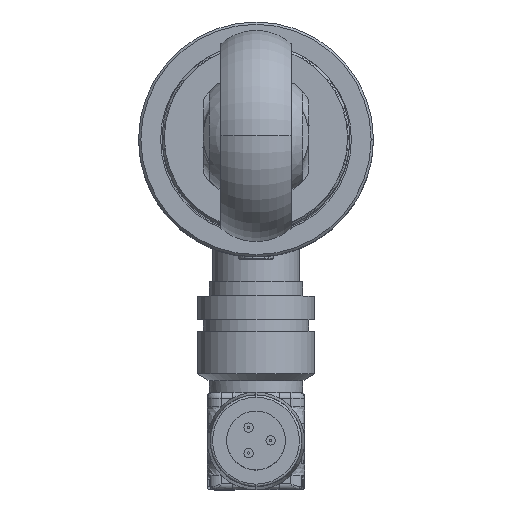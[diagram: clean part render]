
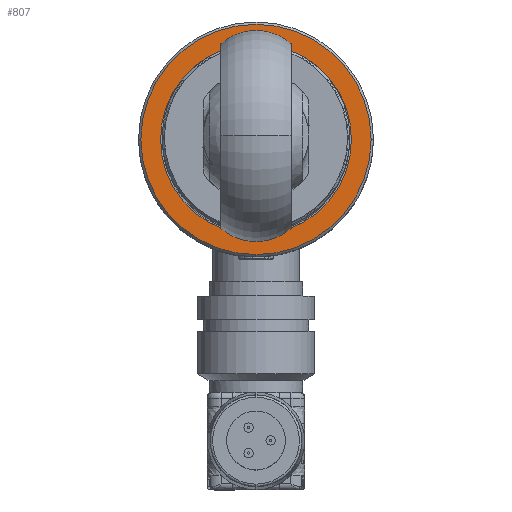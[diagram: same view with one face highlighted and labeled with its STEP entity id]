
A CAD part, top view. The second image highlights one B-rep face of the part: STEP entity #807.
In plain terms, the highlighted planar face has unit normal (0, 0, 1).
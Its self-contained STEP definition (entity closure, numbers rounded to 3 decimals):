
#708 = EDGE_CURVE ( 'NONE', #2882, #3215, #11306, .T. ) ;
#736 = VERTEX_POINT ( 'NONE', #11644 ) ;
#744 = EDGE_LOOP ( 'NONE', ( #811, #809 ) ) ;
#757 = ORIENTED_EDGE ( 'NONE', *, *, #768, .F. ) ;
#758 = EDGE_CURVE ( 'NONE', #736, #802, #11973, .T. ) ;
#759 = ORIENTED_EDGE ( 'NONE', *, *, #758, .F. ) ;
#768 = EDGE_CURVE ( 'NONE', #802, #736, #11941, .T. ) ;
#802 = VERTEX_POINT ( 'NONE', #12374 ) ;
#806 = EDGE_LOOP ( 'NONE', ( #757, #759 ) ) ;
#807 = ADVANCED_FACE ( 'NONE', ( #12358, #12356 ), #12381, .T. ) ;
#809 = ORIENTED_EDGE ( 'NONE', *, *, #3223, .T. ) ;
#811 = ORIENTED_EDGE ( 'NONE', *, *, #708, .T. ) ;
#2882 = VERTEX_POINT ( 'NONE', #13648 ) ;
#3215 = VERTEX_POINT ( 'NONE', #17111 ) ;
#3223 = EDGE_CURVE ( 'NONE', #3215, #2882, #17069, .T. ) ;
#11296 = DIRECTION ( 'NONE',  ( -1., 0., 0. ) ) ;
#11301 = DIRECTION ( 'NONE',  ( 0., 0., 1. ) ) ;
#11304 = AXIS2_PLACEMENT_3D ( 'NONE', #11333, #11301, #11296 ) ;
#11306 = CIRCLE ( 'NONE', #11304, 9.8 ) ;
#11333 = CARTESIAN_POINT ( 'NONE',  ( 0., 0., -79.2 ) ) ;
#11644 = CARTESIAN_POINT ( 'NONE',  ( 8.125, 0., -79.2 ) ) ;
#11913 = DIRECTION ( 'NONE',  ( -1., 0., 0. ) ) ;
#11916 = DIRECTION ( 'NONE',  ( 0., 0., 1. ) ) ;
#11917 = CARTESIAN_POINT ( 'NONE',  ( 0., 0., -79.2 ) ) ;
#11925 = AXIS2_PLACEMENT_3D ( 'NONE', #11917, #11916, #11913 ) ;
#11941 = CIRCLE ( 'NONE', #11925, 8.125 ) ;
#11947 = DIRECTION ( 'NONE',  ( -1., 0., 0. ) ) ;
#11949 = DIRECTION ( 'NONE',  ( 0., 0., 1. ) ) ;
#11951 = CARTESIAN_POINT ( 'NONE',  ( 0., 0., -79.2 ) ) ;
#11953 = AXIS2_PLACEMENT_3D ( 'NONE', #11951, #11949, #11947 ) ;
#11973 = CIRCLE ( 'NONE', #11953, 8.125 ) ;
#12247 = AXIS2_PLACEMENT_3D ( 'NONE', #12449, #12448, #12447 ) ;
#12356 = FACE_BOUND ( 'NONE', #806, .T. ) ;
#12358 = FACE_OUTER_BOUND ( 'NONE', #744, .T. ) ;
#12374 = CARTESIAN_POINT ( 'NONE',  ( -8.125, 0., -79.2 ) ) ;
#12381 = PLANE ( 'NONE',  #12247 ) ;
#12447 = DIRECTION ( 'NONE',  ( -1., 0., 0. ) ) ;
#12448 = DIRECTION ( 'NONE',  ( 0., 0., 1. ) ) ;
#12449 = CARTESIAN_POINT ( 'NONE',  ( 0., 0., -79.2 ) ) ;
#13648 = CARTESIAN_POINT ( 'NONE',  ( 9.8, 0., -79.2 ) ) ;
#17014 = CARTESIAN_POINT ( 'NONE',  ( 0., 0., -79.2 ) ) ;
#17052 = DIRECTION ( 'NONE',  ( -1., 0., 0. ) ) ;
#17054 = DIRECTION ( 'NONE',  ( 0., 0., 1. ) ) ;
#17069 = CIRCLE ( 'NONE', #17079, 9.8 ) ;
#17079 = AXIS2_PLACEMENT_3D ( 'NONE', #17014, #17054, #17052 ) ;
#17111 = CARTESIAN_POINT ( 'NONE',  ( -9.8, 0., -79.2 ) ) ;
